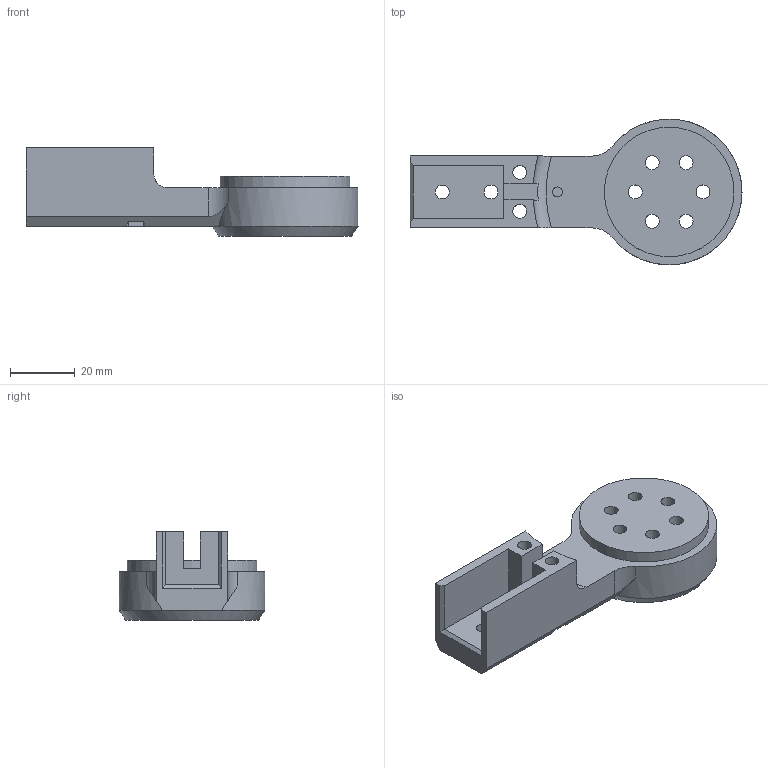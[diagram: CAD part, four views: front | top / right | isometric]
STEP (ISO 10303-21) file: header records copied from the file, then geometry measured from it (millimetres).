
FILE_DESCRIPTION(/* description */ ('STEP AP214'),/* implementation_level */ '2;1');
FILE_NAME(/* name */ '6819426350d50a4ee4875af4',/* time_stamp */ '2025-05-05T22:57:40Z',/* author */ (''),/* organization */ (''),/* preprocessor_version */ 'ST-DEVELOPER v20',/* originating_system */ 'ONSHAPE BY PTC INC, 1.197',/* authorisation */ ' ');
FILE_SCHEMA (('AUTOMOTIVE_DESIGN {1 0 10303 214 3 1 1}'));
Length unit declared in the file: metre
Products named in the file (1): Part 1
Bounding box: 102.5 x 44.96 x 27.3 mm (x, y, z)
Volume: 40583 mm3; surface area: 14550.2 mm2
Topology: 1 solids, 1 shells, 83 faces, 222 edges, 147 vertices
Faces by surface type: plane 52, cylinder 29, torus 1, cone 1
Full cylindrical faces by diameter (mm): 3.1 x1, 4.3 x10, 40 x1, 45 x1
Entity records: 2593 total; most frequent: CARTESIAN_POINT 451, DIRECTION 435, ORIENTED_EDGE 414, EDGE_CURVE 207, AXIS2_PLACEMENT_3D 148, VERTEX_POINT 146, LINE 139, VECTOR 139
